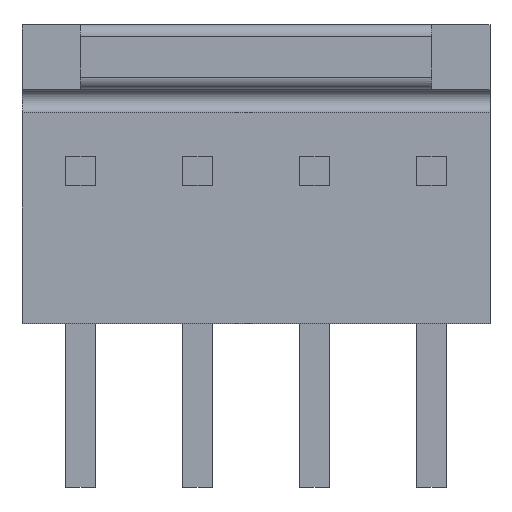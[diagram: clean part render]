
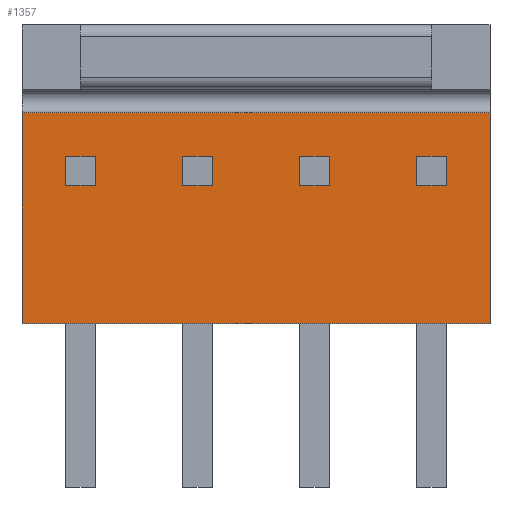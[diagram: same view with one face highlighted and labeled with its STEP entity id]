
A CAD part, top view. The second image highlights one B-rep face of the part: STEP entity #1357.
In plain terms, the highlighted planar face has unit normal (0, 0, 1).
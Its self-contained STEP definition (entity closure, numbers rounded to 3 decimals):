
#18=FACE_BOUND('',#131,.T.);
#19=FACE_BOUND('',#132,.T.);
#20=FACE_BOUND('',#133,.T.);
#21=FACE_BOUND('',#134,.T.);
#51=FACE_OUTER_BOUND('',#130,.T.);
#130=EDGE_LOOP('',(#974,#975,#976,#977));
#131=EDGE_LOOP('',(#978,#979,#980,#981));
#132=EDGE_LOOP('',(#982,#983,#984,#985));
#133=EDGE_LOOP('',(#986,#987,#988,#989));
#134=EDGE_LOOP('',(#990,#991,#992,#993));
#224=LINE('',#1920,#391);
#244=LINE('',#1967,#411);
#247=LINE('',#1975,#414);
#273=LINE('',#2030,#440);
#274=LINE('',#2034,#441);
#275=LINE('',#2036,#442);
#276=LINE('',#2038,#443);
#277=LINE('',#2039,#444);
#278=LINE('',#2042,#445);
#279=LINE('',#2044,#446);
#280=LINE('',#2046,#447);
#281=LINE('',#2047,#448);
#282=LINE('',#2050,#449);
#283=LINE('',#2052,#450);
#284=LINE('',#2054,#451);
#285=LINE('',#2055,#452);
#286=LINE('',#2058,#453);
#287=LINE('',#2060,#454);
#288=LINE('',#2062,#455);
#289=LINE('',#2063,#456);
#391=VECTOR('',#1544,4.572);
#411=VECTOR('',#1586,10.16);
#414=VECTOR('',#1595,4.572);
#440=VECTOR('',#1637,10.16);
#441=VECTOR('',#1640,0.635);
#442=VECTOR('',#1641,0.635);
#443=VECTOR('',#1642,0.635);
#444=VECTOR('',#1643,0.635);
#445=VECTOR('',#1644,0.635);
#446=VECTOR('',#1645,0.635);
#447=VECTOR('',#1646,0.635);
#448=VECTOR('',#1647,0.635);
#449=VECTOR('',#1648,0.635);
#450=VECTOR('',#1649,0.635);
#451=VECTOR('',#1650,0.635);
#452=VECTOR('',#1651,0.635);
#453=VECTOR('',#1652,0.635);
#454=VECTOR('',#1653,0.635);
#455=VECTOR('',#1654,0.635);
#456=VECTOR('',#1655,0.635);
#560=VERTEX_POINT('',#1917);
#561=VERTEX_POINT('',#1919);
#577=VERTEX_POINT('',#1966);
#579=VERTEX_POINT('',#1974);
#601=VERTEX_POINT('',#2032);
#602=VERTEX_POINT('',#2033);
#603=VERTEX_POINT('',#2035);
#604=VERTEX_POINT('',#2037);
#605=VERTEX_POINT('',#2040);
#606=VERTEX_POINT('',#2041);
#607=VERTEX_POINT('',#2043);
#608=VERTEX_POINT('',#2045);
#609=VERTEX_POINT('',#2048);
#610=VERTEX_POINT('',#2049);
#611=VERTEX_POINT('',#2051);
#612=VERTEX_POINT('',#2053);
#613=VERTEX_POINT('',#2056);
#614=VERTEX_POINT('',#2057);
#615=VERTEX_POINT('',#2059);
#616=VERTEX_POINT('',#2061);
#688=EDGE_CURVE('',#561,#560,#224,.T.);
#712=EDGE_CURVE('',#561,#577,#244,.T.);
#716=EDGE_CURVE('',#577,#579,#247,.T.);
#744=EDGE_CURVE('',#560,#579,#273,.T.);
#745=EDGE_CURVE('',#601,#602,#274,.T.);
#746=EDGE_CURVE('',#603,#602,#275,.T.);
#747=EDGE_CURVE('',#604,#603,#276,.T.);
#748=EDGE_CURVE('',#604,#601,#277,.T.);
#749=EDGE_CURVE('',#605,#606,#278,.T.);
#750=EDGE_CURVE('',#607,#606,#279,.T.);
#751=EDGE_CURVE('',#608,#607,#280,.T.);
#752=EDGE_CURVE('',#608,#605,#281,.T.);
#753=EDGE_CURVE('',#609,#610,#282,.T.);
#754=EDGE_CURVE('',#611,#610,#283,.T.);
#755=EDGE_CURVE('',#612,#611,#284,.T.);
#756=EDGE_CURVE('',#612,#609,#285,.T.);
#757=EDGE_CURVE('',#613,#614,#286,.T.);
#758=EDGE_CURVE('',#615,#614,#287,.T.);
#759=EDGE_CURVE('',#616,#615,#288,.T.);
#760=EDGE_CURVE('',#616,#613,#289,.T.);
#974=ORIENTED_EDGE('',*,*,#744,.T.);
#975=ORIENTED_EDGE('',*,*,#716,.F.);
#976=ORIENTED_EDGE('',*,*,#712,.F.);
#977=ORIENTED_EDGE('',*,*,#688,.T.);
#978=ORIENTED_EDGE('',*,*,#745,.T.);
#979=ORIENTED_EDGE('',*,*,#746,.F.);
#980=ORIENTED_EDGE('',*,*,#747,.F.);
#981=ORIENTED_EDGE('',*,*,#748,.T.);
#982=ORIENTED_EDGE('',*,*,#749,.T.);
#983=ORIENTED_EDGE('',*,*,#750,.F.);
#984=ORIENTED_EDGE('',*,*,#751,.F.);
#985=ORIENTED_EDGE('',*,*,#752,.T.);
#986=ORIENTED_EDGE('',*,*,#753,.T.);
#987=ORIENTED_EDGE('',*,*,#754,.F.);
#988=ORIENTED_EDGE('',*,*,#755,.F.);
#989=ORIENTED_EDGE('',*,*,#756,.T.);
#990=ORIENTED_EDGE('',*,*,#757,.T.);
#991=ORIENTED_EDGE('',*,*,#758,.F.);
#992=ORIENTED_EDGE('',*,*,#759,.F.);
#993=ORIENTED_EDGE('',*,*,#760,.T.);
#1272=PLANE('',#1455);
#1357=ADVANCED_FACE('',(#51,#18,#19,#20,#21),#1272,.T.);
#1455=AXIS2_PLACEMENT_3D('',#2031,#1638,#1639);
#1544=DIRECTION('',(0.,-1.,0.));
#1586=DIRECTION('',(1.,0.,0.));
#1595=DIRECTION('',(0.,-1.,0.));
#1637=DIRECTION('',(1.,0.,0.));
#1638=DIRECTION('center_axis',(0.,0.,1.));
#1639=DIRECTION('ref_axis',(1.,0.,0.));
#1640=DIRECTION('',(1.,0.,0.));
#1641=DIRECTION('',(0.,1.,0.));
#1642=DIRECTION('',(1.,0.,0.));
#1643=DIRECTION('',(0.,1.,0.));
#1644=DIRECTION('',(1.,0.,0.));
#1645=DIRECTION('',(0.,1.,0.));
#1646=DIRECTION('',(1.,0.,0.));
#1647=DIRECTION('',(0.,1.,0.));
#1648=DIRECTION('',(1.,0.,0.));
#1649=DIRECTION('',(0.,1.,0.));
#1650=DIRECTION('',(1.,0.,0.));
#1651=DIRECTION('',(0.,1.,0.));
#1652=DIRECTION('',(1.,0.,0.));
#1653=DIRECTION('',(0.,1.,0.));
#1654=DIRECTION('',(1.,0.,0.));
#1655=DIRECTION('',(0.,1.,0.));
#1917=CARTESIAN_POINT('',(-5.08,-3.239,0.));
#1919=CARTESIAN_POINT('',(-5.08,1.334,0.));
#1920=CARTESIAN_POINT('',(-5.08,1.334,0.));
#1966=CARTESIAN_POINT('',(5.08,1.334,0.));
#1967=CARTESIAN_POINT('',(-5.08,1.334,0.));
#1974=CARTESIAN_POINT('',(5.08,-3.239,0.));
#1975=CARTESIAN_POINT('',(5.08,1.334,0.));
#2030=CARTESIAN_POINT('',(-5.08,-3.239,0.));
#2031=CARTESIAN_POINT('Origin',(-5.08,1.334,0.));
#2032=CARTESIAN_POINT('',(3.493,0.381,0.));
#2033=CARTESIAN_POINT('',(4.128,0.381,0.));
#2034=CARTESIAN_POINT('',(3.493,0.381,0.));
#2035=CARTESIAN_POINT('',(4.128,-0.254,0.));
#2036=CARTESIAN_POINT('',(4.128,-0.254,0.));
#2037=CARTESIAN_POINT('',(3.493,-0.254,0.));
#2038=CARTESIAN_POINT('',(3.493,-0.254,0.));
#2039=CARTESIAN_POINT('',(3.493,-0.254,0.));
#2040=CARTESIAN_POINT('',(0.953,0.381,0.));
#2041=CARTESIAN_POINT('',(1.588,0.381,0.));
#2042=CARTESIAN_POINT('',(0.953,0.381,0.));
#2043=CARTESIAN_POINT('',(1.588,-0.254,0.));
#2044=CARTESIAN_POINT('',(1.588,-0.254,0.));
#2045=CARTESIAN_POINT('',(0.953,-0.254,0.));
#2046=CARTESIAN_POINT('',(0.953,-0.254,0.));
#2047=CARTESIAN_POINT('',(0.953,-0.254,0.));
#2048=CARTESIAN_POINT('',(-1.588,0.381,0.));
#2049=CARTESIAN_POINT('',(-0.953,0.381,0.));
#2050=CARTESIAN_POINT('',(-1.588,0.381,0.));
#2051=CARTESIAN_POINT('',(-0.953,-0.254,0.));
#2052=CARTESIAN_POINT('',(-0.953,-0.254,0.));
#2053=CARTESIAN_POINT('',(-1.588,-0.254,0.));
#2054=CARTESIAN_POINT('',(-1.588,-0.254,0.));
#2055=CARTESIAN_POINT('',(-1.588,-0.254,0.));
#2056=CARTESIAN_POINT('',(-4.128,0.381,0.));
#2057=CARTESIAN_POINT('',(-3.493,0.381,0.));
#2058=CARTESIAN_POINT('',(-4.128,0.381,0.));
#2059=CARTESIAN_POINT('',(-3.493,-0.254,0.));
#2060=CARTESIAN_POINT('',(-3.493,-0.254,0.));
#2061=CARTESIAN_POINT('',(-4.128,-0.254,0.));
#2062=CARTESIAN_POINT('',(-4.128,-0.254,0.));
#2063=CARTESIAN_POINT('',(-4.128,-0.254,0.));
